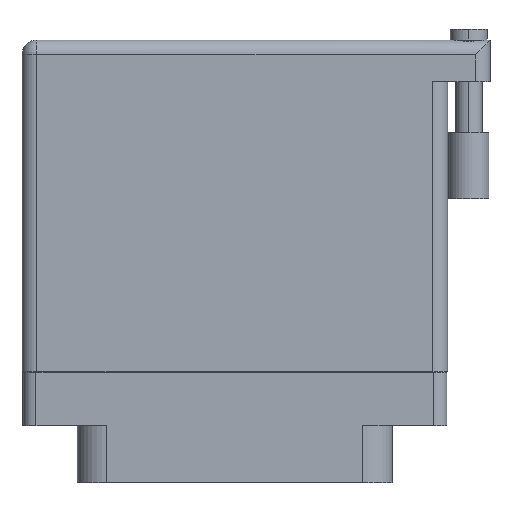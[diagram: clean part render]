
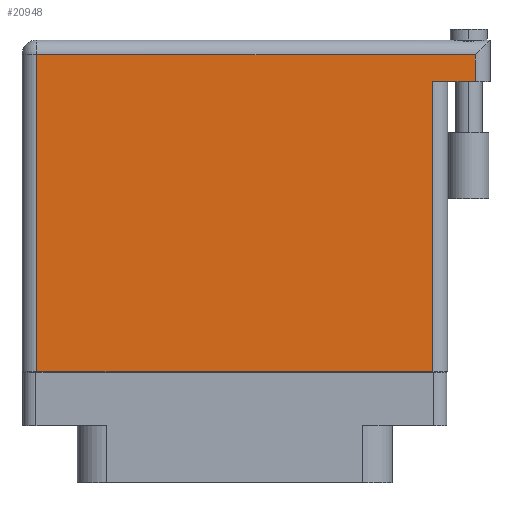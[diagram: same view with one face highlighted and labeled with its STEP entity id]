
A CAD part, front view. The second image highlights one B-rep face of the part: STEP entity #20948.
In plain terms, the highlighted face is planar.
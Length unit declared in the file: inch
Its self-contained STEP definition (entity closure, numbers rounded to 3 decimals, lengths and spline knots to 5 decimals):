
#1310 = FACE_OUTER_BOUND ( 'NONE', #14807, .T. ) ;
#2097 = VECTOR ( 'NONE', #33502, 39.37008 ) ;
#3757 = ORIENTED_EDGE ( 'NONE', *, *, #3776, .T. ) ;
#3776 = EDGE_CURVE ( 'NONE', #17942, #9036, #9759, .T. ) ;
#3824 = VERTEX_POINT ( 'NONE', #7474 ) ;
#4865 = LINE ( 'NONE', #35674, #6796 ) ;
#5067 = EDGE_CURVE ( 'NONE', #3824, #17138, #4865, .T. ) ;
#5902 = ORIENTED_EDGE ( 'NONE', *, *, #5067, .F. ) ;
#6131 = CARTESIAN_POINT ( 'NONE',  ( 1.134, 1.466, 0.4495 ) ) ;
#6486 = CARTESIAN_POINT ( 'NONE',  ( -1.004, 1.466, 0.4495 ) ) ;
#6518 = CARTESIAN_POINT ( 'NONE',  ( 0.934, -0.1, 0.4495 ) ) ;
#6785 = EDGE_CURVE ( 'NONE', #3824, #22668, #37272, .T. ) ;
#6796 = VECTOR ( 'NONE', #38738, 39.37008 ) ;
#7201 = CARTESIAN_POINT ( 'NONE',  ( 0.934, 1.269, 0.4495 ) ) ;
#7474 = CARTESIAN_POINT ( 'NONE',  ( 1.134, 1.269, 0.4495 ) ) ;
#8408 = EDGE_CURVE ( 'NONE', #9036, #28720, #16961, .T. ) ;
#8916 = CARTESIAN_POINT ( 'NONE',  ( -1.004, -0.1, 0.4495 ) ) ;
#9036 = VERTEX_POINT ( 'NONE', #37446 ) ;
#9759 = LINE ( 'NONE', #14284, #24663 ) ;
#9969 = CARTESIAN_POINT ( 'NONE',  ( 1.134, 1.396, 0.4495 ) ) ;
#10531 = DIRECTION ( 'NONE',  ( 0., -1., 0. ) ) ;
#11318 = ORIENTED_EDGE ( 'NONE', *, *, #34307, .T. ) ;
#12262 = DIRECTION ( 'NONE',  ( 0., 1., 0. ) ) ;
#13147 = ORIENTED_EDGE ( 'NONE', *, *, #8408, .T. ) ;
#14284 = CARTESIAN_POINT ( 'NONE',  ( -0.934, -0.1, 0.4495 ) ) ;
#14807 = EDGE_LOOP ( 'NONE', ( #13147, #11318, #5902, #32908, #35016, #3757 ) ) ;
#14866 = CARTESIAN_POINT ( 'NONE',  ( 0.934, 1.269, 0.4495 ) ) ;
#16094 = PLANE ( 'NONE',  #24252 ) ;
#16961 = LINE ( 'NONE', #8916, #2097 ) ;
#17138 = VERTEX_POINT ( 'NONE', #14866 ) ;
#17942 = VERTEX_POINT ( 'NONE', #36547 ) ;
#19221 = DIRECTION ( 'NONE',  ( 0., 0., -1. ) ) ;
#20186 = VECTOR ( 'NONE', #36196, 39.37008 ) ;
#20948 = ADVANCED_FACE ( 'NONE', ( #1310 ), #16094, .F. ) ;
#22079 = LINE ( 'NONE', #29096, #20186 ) ;
#22668 = VERTEX_POINT ( 'NONE', #9969 ) ;
#24252 = AXIS2_PLACEMENT_3D ( 'NONE', #6486, #19221, #28496 ) ;
#24663 = VECTOR ( 'NONE', #10531, 39.37008 ) ;
#25582 = EDGE_CURVE ( 'NONE', #22668, #17942, #22079, .T. ) ;
#28496 = DIRECTION ( 'NONE',  ( -1., 0., 0. ) ) ;
#28720 = VERTEX_POINT ( 'NONE', #6518 ) ;
#29096 = CARTESIAN_POINT ( 'NONE',  ( -1.004, 1.396, 0.4495 ) ) ;
#30718 = VECTOR ( 'NONE', #31617, 39.37008 ) ;
#31019 = VECTOR ( 'NONE', #12262, 39.37008 ) ;
#31617 = DIRECTION ( 'NONE',  ( 0., 1., 0. ) ) ;
#32908 = ORIENTED_EDGE ( 'NONE', *, *, #6785, .T. ) ;
#33502 = DIRECTION ( 'NONE',  ( 1., 0., 0. ) ) ;
#34307 = EDGE_CURVE ( 'NONE', #28720, #17138, #38869, .T. ) ;
#35016 = ORIENTED_EDGE ( 'NONE', *, *, #25582, .T. ) ;
#35674 = CARTESIAN_POINT ( 'NONE',  ( 1.204, 1.269, 0.4495 ) ) ;
#36196 = DIRECTION ( 'NONE',  ( -1., 0., 0. ) ) ;
#36547 = CARTESIAN_POINT ( 'NONE',  ( -0.934, 1.396, 0.4495 ) ) ;
#37272 = LINE ( 'NONE', #6131, #31019 ) ;
#37446 = CARTESIAN_POINT ( 'NONE',  ( -0.934, -0.1, 0.4495 ) ) ;
#38738 = DIRECTION ( 'NONE',  ( -1., 0., 0. ) ) ;
#38869 = LINE ( 'NONE', #7201, #30718 ) ;
